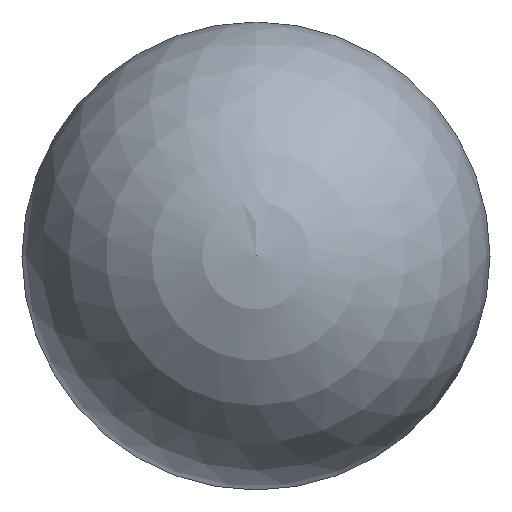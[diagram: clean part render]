
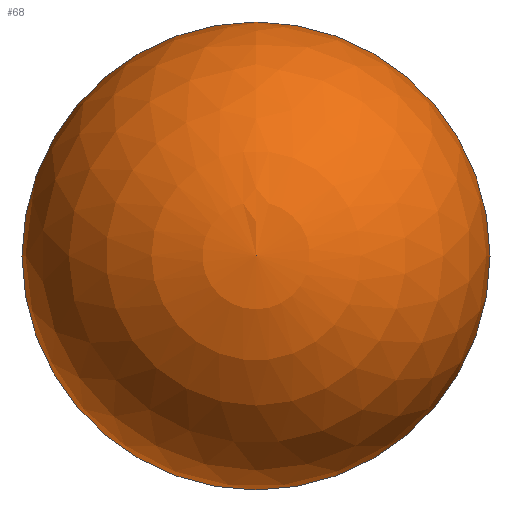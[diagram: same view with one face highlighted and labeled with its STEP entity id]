
A CAD part, top view. The second image highlights one B-rep face of the part: STEP entity #68.
In plain terms, the highlighted spherical face has radius 16 mm.
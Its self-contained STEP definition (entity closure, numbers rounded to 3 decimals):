
#68 = ADVANCED_FACE( '', ( #147 ), #148, .T. );
#147 = FACE_OUTER_BOUND( '', #233, .T. );
#148 = SPHERICAL_SURFACE( '', #234, 16. );
#233 = EDGE_LOOP( '', ( #337 ) );
#234 = AXIS2_PLACEMENT_3D( '', #338, #339, #340 );
#337 = ORIENTED_EDGE( '', *, *, #393, .F. );
#338 = CARTESIAN_POINT( '', ( 0., 0., 54. ) );
#339 = DIRECTION( '', ( 0., 0., 1. ) );
#340 = DIRECTION( '', ( 0., 1., 0. ) );
#393 = EDGE_CURVE( '', #438, #438, #439, .F. );
#438 = VERTEX_POINT( '', #494 );
#439 = CIRCLE( '', #495, 15.98 );
#494 = CARTESIAN_POINT( '', ( 0., -15.98, 53.193 ) );
#495 = AXIS2_PLACEMENT_3D( '', #552, #553, #554 );
#552 = CARTESIAN_POINT( '', ( 0., 0., 53.193 ) );
#553 = DIRECTION( '', ( 0., 0., 1. ) );
#554 = DIRECTION( '', ( 0., -1., 0. ) );
